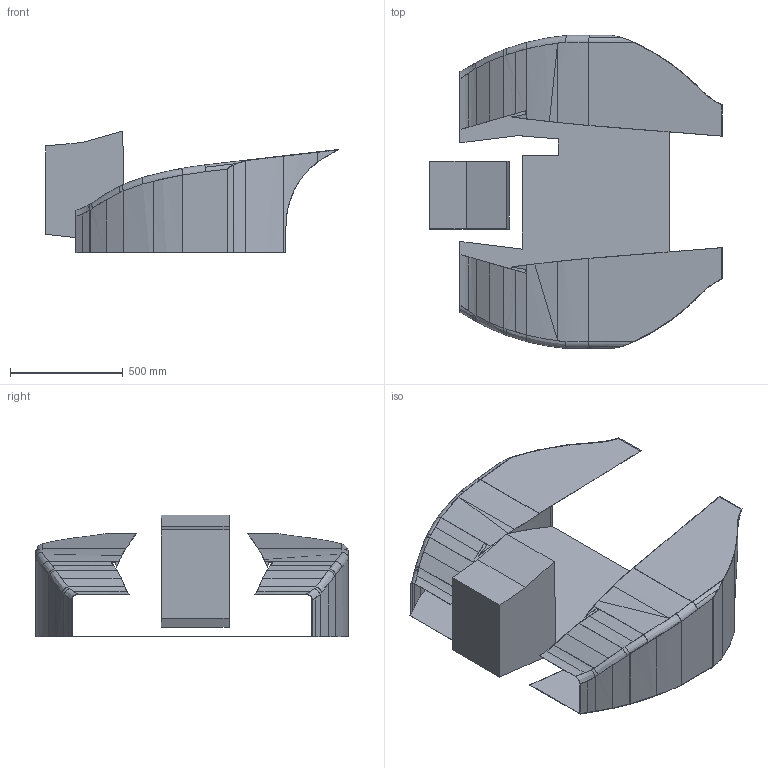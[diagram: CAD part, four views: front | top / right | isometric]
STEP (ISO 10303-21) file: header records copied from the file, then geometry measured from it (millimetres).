
FILE_DESCRIPTION(('CATIA V5 STEP Exchange'),'2;1');
FILE_NAME('pontoon.stp','2018-06-15T21:24:46+00:00',('none'),('none'),'CATIA Version 5 Release 17 (IN-10)','CATIA V5 STEP AP203','none');
FILE_SCHEMA(('CONFIG_CONTROL_DESIGN'));
Length unit declared in the file: millimetre
Products named in the file (1): KS-15_all
Assembly tree (2 placements, depth 2):
  KS-15_all
    #56
    #264
Bounding box: 1298.94 x 1390 x 540.78 mm (x, y, z)
Volume: 49461450.6 mm3; surface area: 5952933.9 mm2
Topology: 2 solids, 2 shells, 151 faces, 494 edges, 347 vertices
Faces by surface type: cylinder 74, bspline 40, plane 33, torus 4
Entity records: 7911 total; most frequent: CARTESIAN_POINT 4226, ORIENTED_EDGE 988, EDGE_CURVE 494, DIRECTION 396, VERTEX_POINT 347, B_SPLINE_CURVE_WITH_KNOTS 324, VECTOR 153, LINE 153
